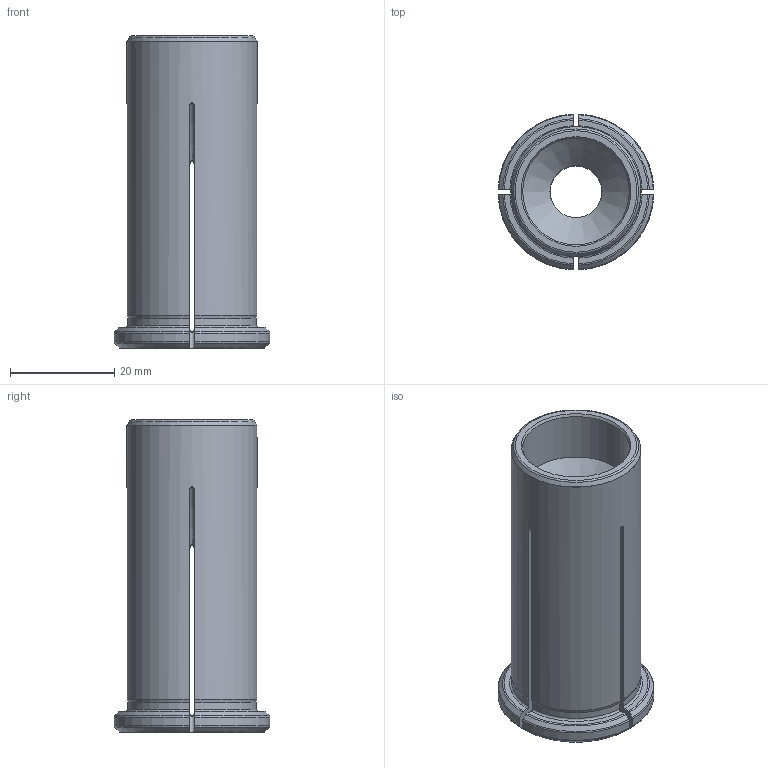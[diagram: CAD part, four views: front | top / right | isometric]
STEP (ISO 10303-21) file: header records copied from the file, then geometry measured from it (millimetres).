
FILE_DESCRIPTION(/* description */ (''),/* implementation_level */ '2;1');
FILE_NAME(/* name */ '192510000.stp',/* time_stamp */ '2021-09-17T13:27:44',/* author */ ('LRA'),/* organization */ ('REGO-FIX'),/* preprocessor_version */ ' Unknown',/* originating_system */ 'SIEMENS PLM Software Solid Edge ST10',/* authorization */ 'Unknown');
FILE_SCHEMA (('AUTOMOTIVE_DESIGN { 1 0 10303 214 2 1 1}'));
Length unit declared in the file: millimetre
Products named in the file (1): NOCUT
Bounding box: 29.98 x 29.98 x 60 mm (x, y, z)
Volume: 21075.5 mm3; surface area: 10287.3 mm2
Topology: 1 solids, 1 shells, 174 faces, 486 edges, 323 vertices
Faces by surface type: plane 96, torus 30, bspline 21, cone 15, cylinder 12
Full cylindrical faces by diameter (mm): 10 x1, 20.5 x1, 25 x1
Entity records: 6656 total; most frequent: CARTESIAN_POINT 2431, ORIENTED_EDGE 938, DIRECTION 736, EDGE_CURVE 469, VERTEX_POINT 317, LINE 272, VECTOR 272, AXIS2_PLACEMENT_3D 232
